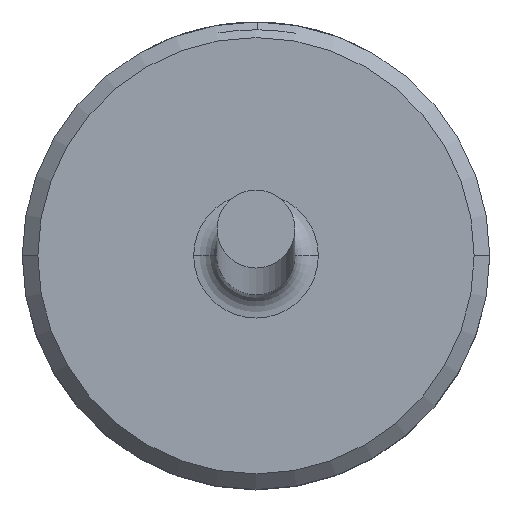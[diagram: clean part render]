
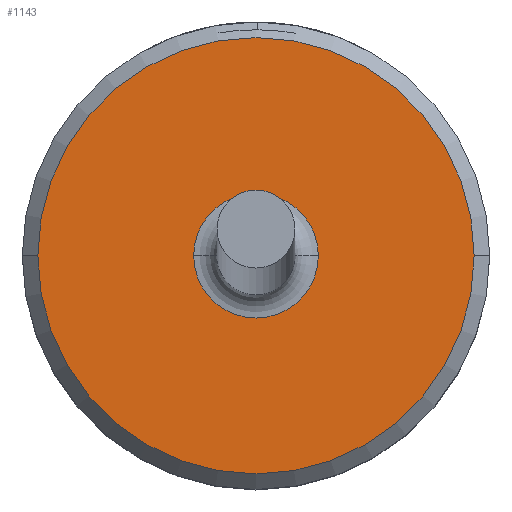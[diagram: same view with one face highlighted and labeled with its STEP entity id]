
A CAD part, top view. The second image highlights one B-rep face of the part: STEP entity #1143.
In plain terms, the highlighted planar face has unit normal (0, 0, 1).
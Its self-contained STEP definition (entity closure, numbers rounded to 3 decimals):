
#14 = CARTESIAN_POINT ( 'NONE',  ( 0., 0., 4. ) ) ;
#27 = ORIENTED_EDGE ( 'NONE', *, *, #263, .T. ) ;
#71 = ORIENTED_EDGE ( 'NONE', *, *, #439, .T. ) ;
#98 = AXIS2_PLACEMENT_3D ( 'NONE', #838, #666, #185 ) ;
#106 = DIRECTION ( 'NONE',  ( 1., 0., 0. ) ) ;
#155 = FACE_OUTER_BOUND ( 'NONE', #814, .T. ) ;
#178 = CIRCLE ( 'NONE', #1029, 0.8 ) ;
#185 = DIRECTION ( 'NONE',  ( -1., 0., 0. ) ) ;
#227 = CARTESIAN_POINT ( 'NONE',  ( 0., 0., 4. ) ) ;
#263 = EDGE_CURVE ( 'NONE', #1013, #899, #1152, .T. ) ;
#315 = DIRECTION ( 'NONE',  ( -1., 0., 0. ) ) ;
#318 = EDGE_CURVE ( 'NONE', #385, #607, #617, .T. ) ;
#385 = VERTEX_POINT ( 'NONE', #778 ) ;
#397 = CARTESIAN_POINT ( 'NONE',  ( 0., 0., 4. ) ) ;
#439 = EDGE_CURVE ( 'NONE', #899, #1013, #178, .T. ) ;
#478 = AXIS2_PLACEMENT_3D ( 'NONE', #997, #825, #555 ) ;
#501 = DIRECTION ( 'NONE',  ( 1., 0., 0. ) ) ;
#555 = DIRECTION ( 'NONE',  ( 1., 0., 0. ) ) ;
#596 = CARTESIAN_POINT ( 'NONE',  ( -2.8, 0., 4. ) ) ;
#607 = VERTEX_POINT ( 'NONE', #596 ) ;
#617 = CIRCLE ( 'NONE', #663, 2.8 ) ;
#628 = EDGE_CURVE ( 'NONE', #607, #385, #1150, .T. ) ;
#644 = CARTESIAN_POINT ( 'NONE',  ( -0.8, 0., 4. ) ) ;
#655 = AXIS2_PLACEMENT_3D ( 'NONE', #397, #1043, #501 ) ;
#663 = AXIS2_PLACEMENT_3D ( 'NONE', #14, #673, #106 ) ;
#666 = DIRECTION ( 'NONE',  ( 0., 0., -1. ) ) ;
#673 = DIRECTION ( 'NONE',  ( 0., 0., 1. ) ) ;
#778 = CARTESIAN_POINT ( 'NONE',  ( 2.8, 0., 4. ) ) ;
#814 = EDGE_LOOP ( 'NONE', ( #944, #1017 ) ) ;
#825 = DIRECTION ( 'NONE',  ( 0., 0., 1. ) ) ;
#838 = CARTESIAN_POINT ( 'NONE',  ( 0., 0., 4. ) ) ;
#853 = FACE_BOUND ( 'NONE', #1146, .T. ) ;
#874 = DIRECTION ( 'NONE',  ( 0., 0., -1. ) ) ;
#899 = VERTEX_POINT ( 'NONE', #1142 ) ;
#944 = ORIENTED_EDGE ( 'NONE', *, *, #628, .T. ) ;
#997 = CARTESIAN_POINT ( 'NONE',  ( 0., 0., 4. ) ) ;
#1013 = VERTEX_POINT ( 'NONE', #644 ) ;
#1017 = ORIENTED_EDGE ( 'NONE', *, *, #318, .T. ) ;
#1029 = AXIS2_PLACEMENT_3D ( 'NONE', #227, #874, #315 ) ;
#1043 = DIRECTION ( 'NONE',  ( 0., 0., 1. ) ) ;
#1087 = PLANE ( 'NONE',  #478 ) ;
#1142 = CARTESIAN_POINT ( 'NONE',  ( 0.8, 0., 4. ) ) ;
#1143 = ADVANCED_FACE ( 'NONE', ( #155, #853 ), #1087, .T. ) ;
#1146 = EDGE_LOOP ( 'NONE', ( #27, #71 ) ) ;
#1150 = CIRCLE ( 'NONE', #655, 2.8 ) ;
#1152 = CIRCLE ( 'NONE', #98, 0.8 ) ;
